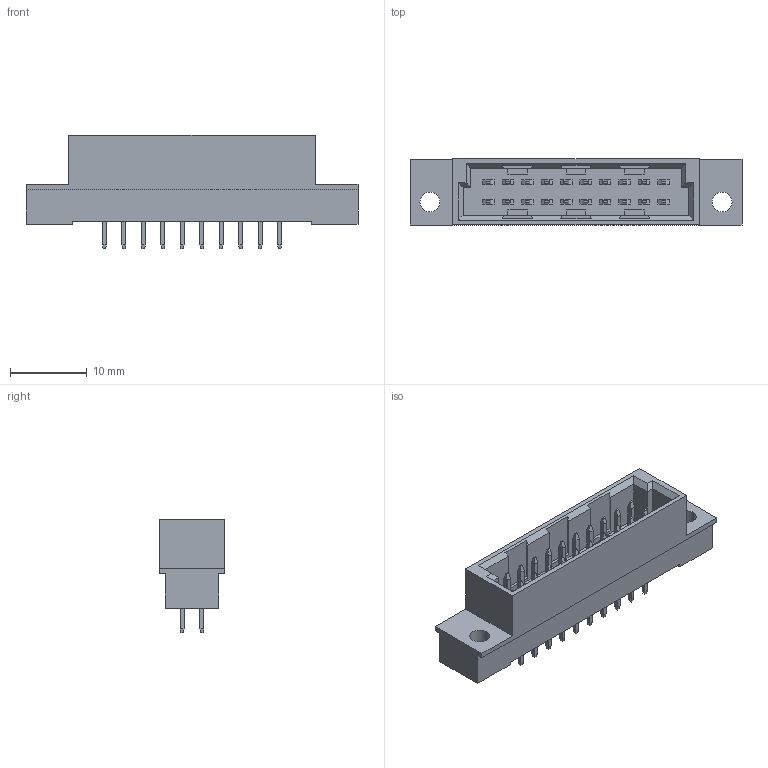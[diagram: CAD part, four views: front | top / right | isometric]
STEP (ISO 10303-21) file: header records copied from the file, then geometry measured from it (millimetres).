
FILE_DESCRIPTION(('CoCreate Modeling STEP Export'),'2;1');
FILE_NAME('PCN10-20P-2.54DSA.stp','2013-02-12T10:32:56',(''),(''),'CoCreate Modeling STEP processor for AP214 (Solid Model)','CoCreate Modeling 17.0 01-Apr-2010 (C) Parametric Technology GmbH','');
FILE_SCHEMA(('AUTOMOTIVE_DESIGN { 1 0 10303 214 1 1 1 1 }'));
Length unit declared in the file: millimetre
Products named in the file (1): PCN10-20P-2.54DSA
Bounding box: 43.3 x 8.6 x 14.8 mm (x, y, z)
Volume: 2080.8 mm3; surface area: 2743.5 mm2
Topology: 1 solids, 1 shells, 797 faces, 1948 edges, 1216 vertices
Faces by surface type: plane 793, cylinder 4
Entity records: 21293 total; most frequent: ORIENTED_EDGE 3896, CARTESIAN_POINT 3663, DIRECTION 3126, EDGE_CURVE 1948, VECTOR 1768, LINE 1768, VERTEX_POINT 1216, EDGE_LOOP 864
